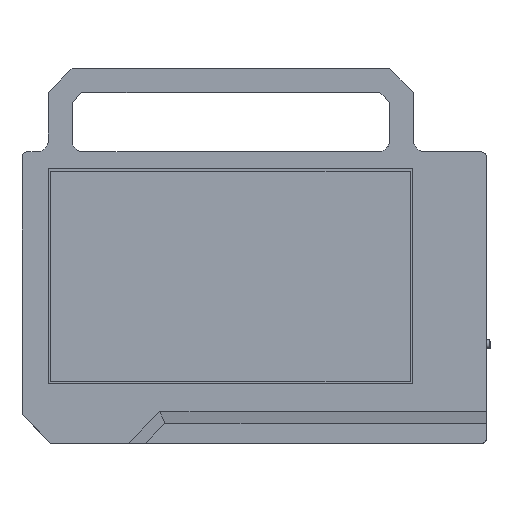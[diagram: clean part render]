
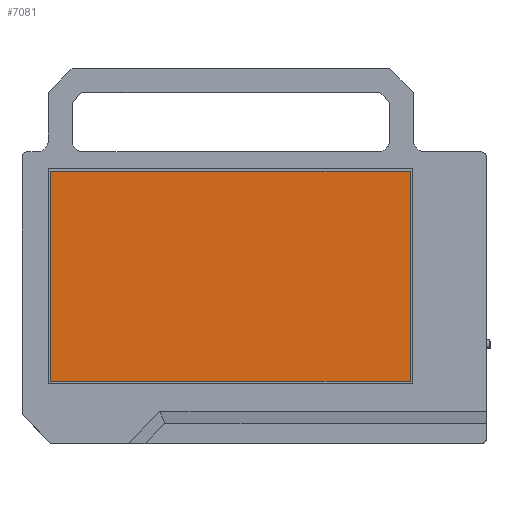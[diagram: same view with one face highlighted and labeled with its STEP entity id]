
A CAD part, top view. The second image highlights one B-rep face of the part: STEP entity #7081.
In plain terms, the highlighted face is planar.
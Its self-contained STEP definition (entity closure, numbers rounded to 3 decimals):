
#498=FACE_OUTER_BOUND('',#898,.T.);
#898=EDGE_LOOP('',(#4795,#4796,#4797,#4798));
#1386=LINE('',#10262,#2221);
#1390=LINE('',#10269,#2225);
#1393=LINE('',#10275,#2228);
#1395=LINE('',#10278,#2230);
#2221=VECTOR('',#8217,10.);
#2225=VECTOR('',#8223,10.);
#2228=VECTOR('',#8228,10.);
#2230=VECTOR('',#8232,10.);
#3049=VERTEX_POINT('',#10259);
#3050=VERTEX_POINT('',#10261);
#3052=VERTEX_POINT('',#10267);
#3054=VERTEX_POINT('',#10273);
#3732=EDGE_CURVE('',#3049,#3050,#1386,.T.);
#3736=EDGE_CURVE('',#3052,#3049,#1390,.T.);
#3739=EDGE_CURVE('',#3054,#3052,#1393,.T.);
#3741=EDGE_CURVE('',#3050,#3054,#1395,.T.);
#4795=ORIENTED_EDGE('',*,*,#3741,.F.);
#4796=ORIENTED_EDGE('',*,*,#3732,.F.);
#4797=ORIENTED_EDGE('',*,*,#3736,.F.);
#4798=ORIENTED_EDGE('',*,*,#3739,.F.);
#6770=PLANE('',#7563);
#7081=ADVANCED_FACE('',(#498),#6770,.F.);
#7563=AXIS2_PLACEMENT_3D('',#10279,#8233,#8234);
#8217=DIRECTION('',(0.,-1.,0.));
#8223=DIRECTION('',(0.,0.,1.));
#8228=DIRECTION('',(0.,1.,0.));
#8232=DIRECTION('',(0.,0.,-1.));
#8233=DIRECTION('center_axis',(1.,0.,0.));
#8234=DIRECTION('ref_axis',(0.,0.,
-1.));
#10259=CARTESIAN_POINT('',(-188.6,-56.85,-112.9));
#10261=CARTESIAN_POINT('',(-188.6,-145.15,-112.9));
#10262=CARTESIAN_POINT('',(-188.6,-56.85,-112.9));
#10267=CARTESIAN_POINT('',(-188.6,-56.85,-263.9));
#10269=CARTESIAN_POINT('',(-188.6,-56.85,-263.9));
#10273=CARTESIAN_POINT('',(-188.6,-145.15,-263.9));
#10275=CARTESIAN_POINT('',(-188.6,-145.15,-263.9));
#10278=CARTESIAN_POINT('',(-188.6,-145.15,-112.9));
#10279=CARTESIAN_POINT('Origin',(-188.6,-101.,-188.4));
